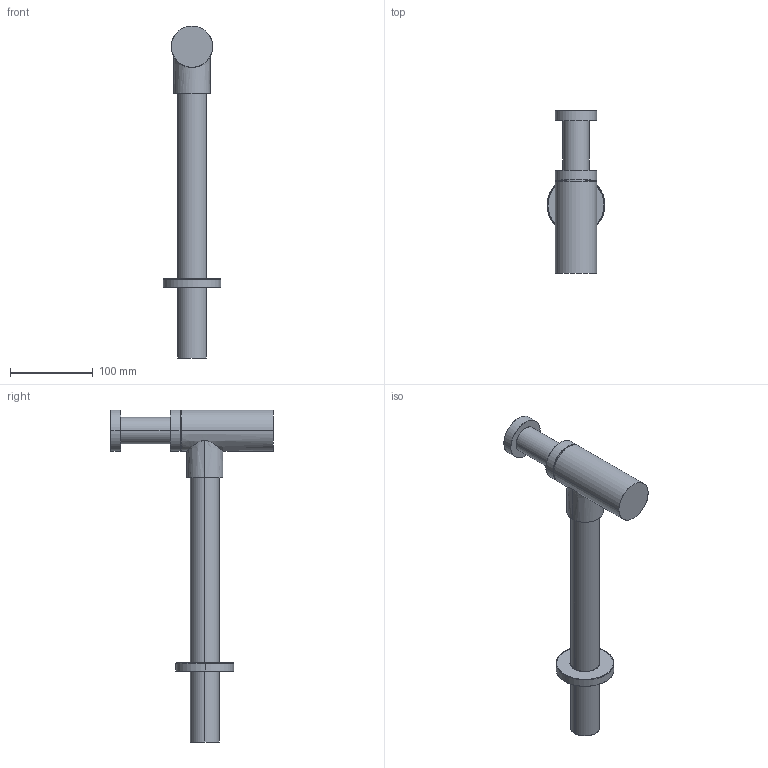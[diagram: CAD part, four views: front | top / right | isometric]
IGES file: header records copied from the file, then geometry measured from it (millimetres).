
Start section: SolidWorks IGES file using analytic representation for surfaces
Global section: file name: 9570_v10718.IGS; native system: SolidWorks 2019; preprocessor: SolidWorks 2019; author: parisv; date: 190902.093638; units: millimetre
Bounding box: 69.96 x 197 x 402 mm (x, y, z)
Surface area: 147108 mm2 (no closed solid volume)
Topology: 0 solids, 0 shells, 58 faces, 2510 edges, 2510 vertices
Faces by surface type: revolution 36, bspline 22
